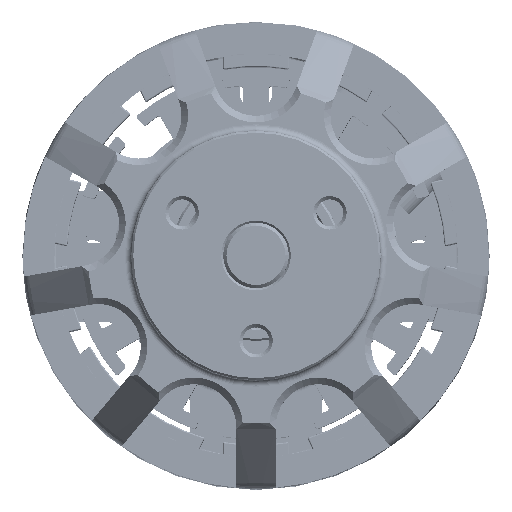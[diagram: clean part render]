
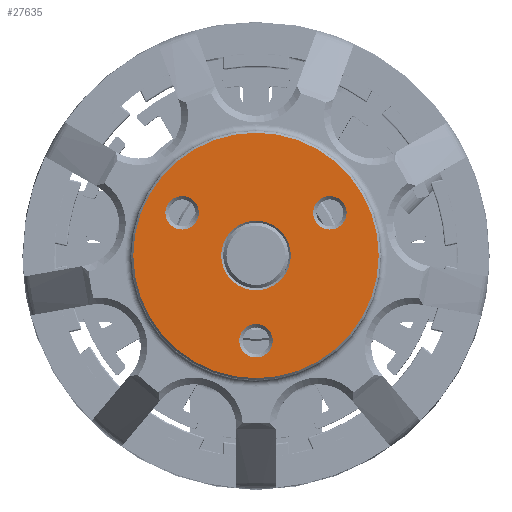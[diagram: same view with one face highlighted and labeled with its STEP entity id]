
A CAD part, top view. The second image highlights one B-rep face of the part: STEP entity #27635.
In plain terms, the highlighted planar face has unit normal (0, 0, 1).
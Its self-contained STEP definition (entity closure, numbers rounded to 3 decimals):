
#84 = DIRECTION ( 'NONE',  ( 1., 0., 0. ) ) ;
#484 = DIRECTION ( 'NONE',  ( 1., 0., 0. ) ) ;
#1537 = DIRECTION ( 'NONE',  ( 0., 0., 1. ) ) ;
#1540 = ORIENTED_EDGE ( 'NONE', *, *, #18210, .T. ) ;
#1910 = DIRECTION ( 'NONE',  ( 0., 0., 1. ) ) ;
#2054 = ORIENTED_EDGE ( 'NONE', *, *, #19887, .T. ) ;
#2833 = AXIS2_PLACEMENT_3D ( 'NONE', #7682, #25496, #13008 ) ;
#3106 = CARTESIAN_POINT ( 'NONE',  ( 0., 0., 14.5 ) ) ;
#3210 = CARTESIAN_POINT ( 'NONE',  ( 2.65, 0., 14.5 ) ) ;
#3787 = CARTESIAN_POINT ( 'NONE',  ( -1.275, -6.5, 14.5 ) ) ;
#4453 = CARTESIAN_POINT ( 'NONE',  ( 4.354, 3.25, 14.5 ) ) ;
#4587 = CARTESIAN_POINT ( 'NONE',  ( 5.629, 3.25, 14.5 ) ) ;
#4641 = FACE_BOUND ( 'NONE', #16183, .T. ) ;
#4892 = EDGE_CURVE ( 'NONE', #23930, #25113, #20177, .T. ) ;
#5202 = CIRCLE ( 'NONE', #22921, 1.275 ) ;
#5253 = DIRECTION ( 'NONE',  ( 0., 0., -1. ) ) ;
#5805 = CIRCLE ( 'NONE', #21370, 1.275 ) ;
#6239 = EDGE_CURVE ( 'NONE', #12131, #21510, #10309, .T. ) ;
#6645 = EDGE_LOOP ( 'NONE', ( #22903, #20557 ) ) ;
#7062 = EDGE_CURVE ( 'NONE', #14634, #11341, #5805, .T. ) ;
#7280 = CARTESIAN_POINT ( 'NONE',  ( 0., 0., 14.5 ) ) ;
#7682 = CARTESIAN_POINT ( 'NONE',  ( 0., -6.5, 14.5 ) ) ;
#8028 = AXIS2_PLACEMENT_3D ( 'NONE', #20901, #10313, #25963 ) ;
#9574 = EDGE_CURVE ( 'NONE', #11341, #14634, #22906, .T. ) ;
#10076 = EDGE_LOOP ( 'NONE', ( #1540, #2054 ) ) ;
#10309 = CIRCLE ( 'NONE', #25685, 2.65 ) ;
#10313 = DIRECTION ( 'NONE',  ( 0., 0., 1. ) ) ;
#10316 = EDGE_CURVE ( 'NONE', #21510, #12131, #25273, .T. ) ;
#10578 = DIRECTION ( 'NONE',  ( 0., 0., -1. ) ) ;
#10840 = CARTESIAN_POINT ( 'NONE',  ( 6.904, 3.25, 14.5 ) ) ;
#10872 = CARTESIAN_POINT ( 'NONE',  ( 1.275, -6.5, 14.5 ) ) ;
#11341 = VERTEX_POINT ( 'NONE', #30280 ) ;
#11455 = CARTESIAN_POINT ( 'NONE',  ( -9.35, 0., 14.5 ) ) ;
#12131 = VERTEX_POINT ( 'NONE', #3210 ) ;
#12157 = DIRECTION ( 'NONE',  ( 0., 0., 1. ) ) ;
#12318 = DIRECTION ( 'NONE',  ( 0., 0., 1. ) ) ;
#12539 = ORIENTED_EDGE ( 'NONE', *, *, #9574, .F. ) ;
#12759 = DIRECTION ( 'NONE',  ( 1., 0., 0. ) ) ;
#12820 = PLANE ( 'NONE',  #8028 ) ;
#12859 = DIRECTION ( 'NONE',  ( 0., 0., 1. ) ) ;
#13008 = DIRECTION ( 'NONE',  ( 1., 0., 0. ) ) ;
#13819 = ORIENTED_EDGE ( 'NONE', *, *, #10316, .T. ) ;
#14634 = VERTEX_POINT ( 'NONE', #18910 ) ;
#14669 = VERTEX_POINT ( 'NONE', #10840 ) ;
#14996 = CARTESIAN_POINT ( 'NONE',  ( 0., -6.5, 14.5 ) ) ;
#15319 = AXIS2_PLACEMENT_3D ( 'NONE', #17251, #12157, #27677 ) ;
#15446 = CARTESIAN_POINT ( 'NONE',  ( -2.65, 0., 14.5 ) ) ;
#15584 = CARTESIAN_POINT ( 'NONE',  ( 0., 0., 14.5 ) ) ;
#15848 = DIRECTION ( 'NONE',  ( 0., 0., 1. ) ) ;
#16183 = EDGE_LOOP ( 'NONE', ( #19903, #13819 ) ) ;
#16360 = AXIS2_PLACEMENT_3D ( 'NONE', #4587, #1910, #27713 ) ;
#16736 = CARTESIAN_POINT ( 'NONE',  ( 9.35, 0., 14.5 ) ) ;
#16794 = EDGE_CURVE ( 'NONE', #23273, #14669, #18917, .T. ) ;
#16803 = CIRCLE ( 'NONE', #28151, 9.35 ) ;
#16917 = DIRECTION ( 'NONE',  ( 1., 0., 0. ) ) ;
#17251 = CARTESIAN_POINT ( 'NONE',  ( -5.629, 3.25, 14.5 ) ) ;
#17948 = CIRCLE ( 'NONE', #24144, 9.35 ) ;
#18210 = EDGE_CURVE ( 'NONE', #28600, #26812, #16803, .T. ) ;
#18211 = DIRECTION ( 'NONE',  ( 1., 0., 0. ) ) ;
#18910 = CARTESIAN_POINT ( 'NONE',  ( -6.904, 3.25, 14.5 ) ) ;
#18917 = CIRCLE ( 'NONE', #16360, 1.275 ) ;
#19887 = EDGE_CURVE ( 'NONE', #26812, #28600, #17948, .T. ) ;
#19903 = ORIENTED_EDGE ( 'NONE', *, *, #6239, .T. ) ;
#20177 = CIRCLE ( 'NONE', #2833, 1.275 ) ;
#20557 = ORIENTED_EDGE ( 'NONE', *, *, #26919, .F. ) ;
#20901 = CARTESIAN_POINT ( 'NONE',  ( 0., 0., 14.5 ) ) ;
#21111 = ORIENTED_EDGE ( 'NONE', *, *, #7062, .F. ) ;
#21370 = AXIS2_PLACEMENT_3D ( 'NONE', #28892, #15848, #484 ) ;
#21464 = AXIS2_PLACEMENT_3D ( 'NONE', #15584, #10578, #18211 ) ;
#21510 = VERTEX_POINT ( 'NONE', #15446 ) ;
#21698 = FACE_BOUND ( 'NONE', #27265, .T. ) ;
#22518 = FACE_BOUND ( 'NONE', #27479, .T. ) ;
#22903 = ORIENTED_EDGE ( 'NONE', *, *, #4892, .F. ) ;
#22906 = CIRCLE ( 'NONE', #15319, 1.275 ) ;
#22921 = AXIS2_PLACEMENT_3D ( 'NONE', #14996, #12318, #33112 ) ;
#23273 = VERTEX_POINT ( 'NONE', #4453 ) ;
#23930 = VERTEX_POINT ( 'NONE', #10872 ) ;
#24088 = FACE_OUTER_BOUND ( 'NONE', #10076, .T. ) ;
#24144 = AXIS2_PLACEMENT_3D ( 'NONE', #7280, #30817, #25514 ) ;
#24859 = CARTESIAN_POINT ( 'NONE',  ( 0., 0., 14.5 ) ) ;
#24972 = CIRCLE ( 'NONE', #31901, 1.275 ) ;
#25113 = VERTEX_POINT ( 'NONE', #3787 ) ;
#25273 = CIRCLE ( 'NONE', #21464, 2.65 ) ;
#25496 = DIRECTION ( 'NONE',  ( 0., 0., 1. ) ) ;
#25514 = DIRECTION ( 'NONE',  ( 1., 0., 0. ) ) ;
#25685 = AXIS2_PLACEMENT_3D ( 'NONE', #3106, #5253, #84 ) ;
#25963 = DIRECTION ( 'NONE',  ( 1., 0., 0. ) ) ;
#26812 = VERTEX_POINT ( 'NONE', #16736 ) ;
#26919 = EDGE_CURVE ( 'NONE', #25113, #23930, #5202, .T. ) ;
#26972 = EDGE_CURVE ( 'NONE', #14669, #23273, #24972, .T. ) ;
#27265 = EDGE_LOOP ( 'NONE', ( #29561, #31289 ) ) ;
#27479 = EDGE_LOOP ( 'NONE', ( #12539, #21111 ) ) ;
#27635 = ADVANCED_FACE ( 'NONE', ( #4641, #24088, #31774, #22518, #21698 ), #12820, .T. ) ;
#27677 = DIRECTION ( 'NONE',  ( 1., 0., 0. ) ) ;
#27713 = DIRECTION ( 'NONE',  ( 1., 0., 0. ) ) ;
#28151 = AXIS2_PLACEMENT_3D ( 'NONE', #24859, #1537, #16917 ) ;
#28283 = CARTESIAN_POINT ( 'NONE',  ( 5.629, 3.25, 14.5 ) ) ;
#28600 = VERTEX_POINT ( 'NONE', #11455 ) ;
#28892 = CARTESIAN_POINT ( 'NONE',  ( -5.629, 3.25, 14.5 ) ) ;
#29561 = ORIENTED_EDGE ( 'NONE', *, *, #26972, .F. ) ;
#30280 = CARTESIAN_POINT ( 'NONE',  ( -4.354, 3.25, 14.5 ) ) ;
#30817 = DIRECTION ( 'NONE',  ( 0., 0., 1. ) ) ;
#31289 = ORIENTED_EDGE ( 'NONE', *, *, #16794, .F. ) ;
#31774 = FACE_BOUND ( 'NONE', #6645, .T. ) ;
#31901 = AXIS2_PLACEMENT_3D ( 'NONE', #28283, #12859, #12759 ) ;
#33112 = DIRECTION ( 'NONE',  ( 1., 0., 0. ) ) ;
